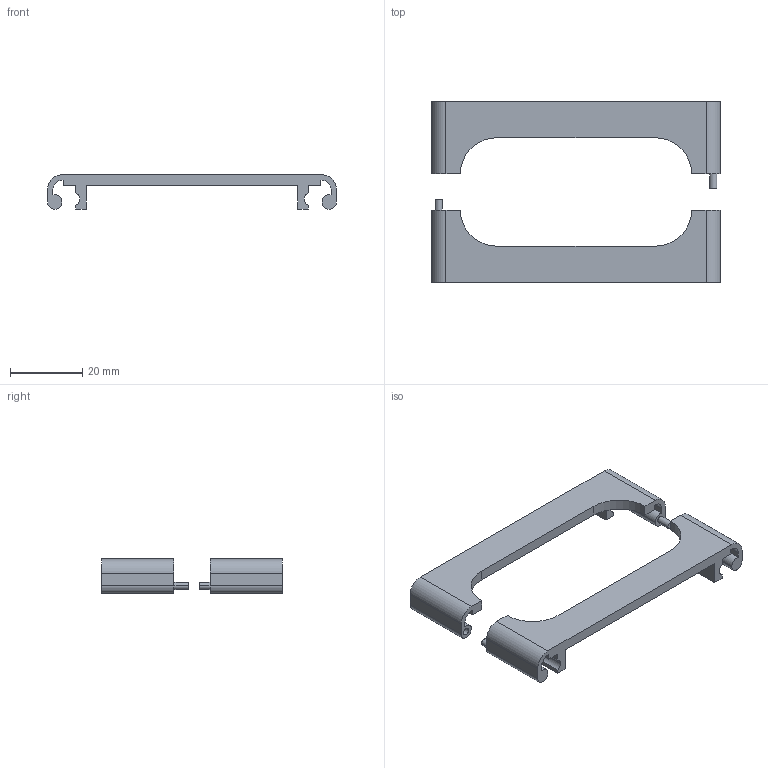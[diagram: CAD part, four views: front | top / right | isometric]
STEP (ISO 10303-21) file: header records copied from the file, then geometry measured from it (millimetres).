
FILE_DESCRIPTION(('FreeCAD Model'),'2;1');
FILE_NAME('Open CASCADE Shape Model','2024-03-20T11:40:41',(''),(''), 'Open CASCADE STEP processor 7.6','FreeCAD','Unknown');
FILE_SCHEMA(('AUTOMOTIVE_DESIGN { 1 0 10303 214 1 1 1 1 }'));
Length unit declared in the file: millimetre
Products named in the file (3): Unnamed8; STI8-PEC80; STI8-PEC081
Assembly tree (2 placements, depth 2):
  Unnamed8
    STI8-PEC80
    STI8-PEC081
Bounding box: 80 x 50 x 9.5 mm (x, y, z)
Volume: 7378.2 mm3; surface area: 7269.2 mm2
Topology: 2 solids, 2 shells, 88 faces, 242 edges, 162 vertices
Faces by surface type: plane 52, cylinder 36
Entity records: 6118 total; most frequent: CARTESIAN_POINT 1159, DIRECTION 952, LINE 578, VECTOR 578, ORIENTED_EDGE 484, PCURVE 484, DEFINITIONAL_REPRESENTATION 484, EDGE_CURVE 242
